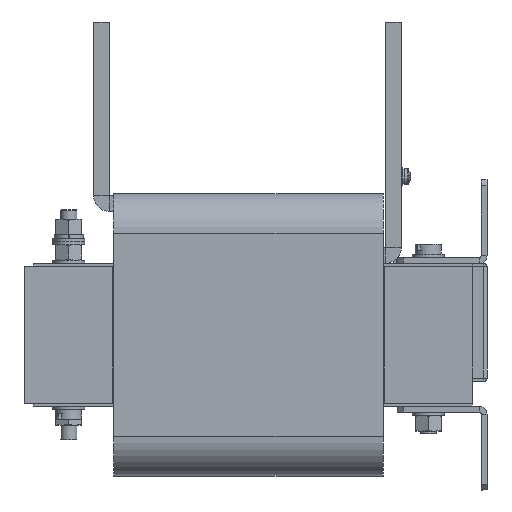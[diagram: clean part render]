
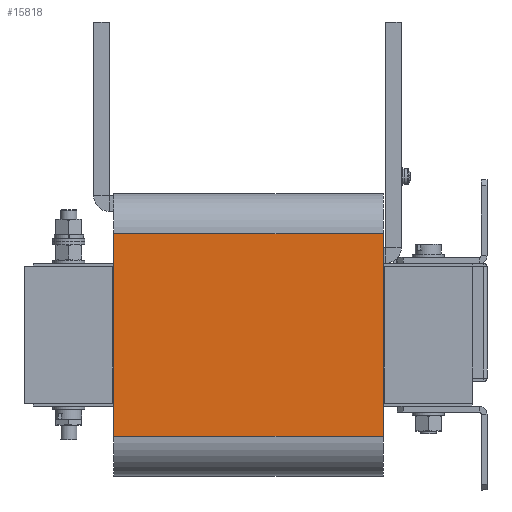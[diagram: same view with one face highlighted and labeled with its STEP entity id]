
A CAD part, left-side view. The second image highlights one B-rep face of the part: STEP entity #15818.
In plain terms, the highlighted planar face has unit normal (-1, 0, 0).
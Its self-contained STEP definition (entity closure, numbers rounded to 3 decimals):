
#980 = DIRECTION ( 'NONE',  ( 0., 0., 1. ) ) ;
#1258 = DIRECTION ( 'NONE',  ( 1., 0., 0. ) ) ;
#1734 = LINE ( 'NONE', #20135, #16338 ) ;
#1925 = VERTEX_POINT ( 'NONE', #10891 ) ;
#1952 = VERTEX_POINT ( 'NONE', #13454 ) ;
#2763 = CARTESIAN_POINT ( 'NONE',  ( -43., 135.2, 50.75 ) ) ;
#4019 = ORIENTED_EDGE ( 'NONE', *, *, #20494, .T. ) ;
#4307 = ORIENTED_EDGE ( 'NONE', *, *, #6377, .F. ) ;
#5201 = CARTESIAN_POINT ( 'NONE',  ( -43., 135.2, 70.75 ) ) ;
#5472 = DIRECTION ( 'NONE',  ( 0., -1., 0. ) ) ;
#5924 = CARTESIAN_POINT ( 'NONE',  ( -43., 135.2, 50.75 ) ) ;
#6377 = EDGE_CURVE ( 'NONE', #1925, #16262, #17512, .T. ) ;
#6513 = VERTEX_POINT ( 'NONE', #16128 ) ;
#7008 = LINE ( 'NONE', #22282, #7149 ) ;
#7149 = VECTOR ( 'NONE', #11933, 1000. ) ;
#8188 = EDGE_CURVE ( 'NONE', #1952, #16262, #16841, .T. ) ;
#8996 = CARTESIAN_POINT ( 'NONE',  ( -43., 135.2, 70.75 ) ) ;
#10891 = CARTESIAN_POINT ( 'NONE',  ( -43., 135.2, -50.75 ) ) ;
#10924 = VECTOR ( 'NONE', #980, 1000. ) ;
#11933 = DIRECTION ( 'NONE',  ( 0., 0., 1. ) ) ;
#13213 = AXIS2_PLACEMENT_3D ( 'NONE', #5201, #1258, #15761 ) ;
#13454 = CARTESIAN_POINT ( 'NONE',  ( -43., 0., 50.75 ) ) ;
#13673 = PLANE ( 'NONE',  #13213 ) ;
#15761 = DIRECTION ( 'NONE',  ( 0., 0., -1. ) ) ;
#15818 = ADVANCED_FACE ( 'NONE', ( #23479 ), #13673, .F. ) ;
#15843 = ORIENTED_EDGE ( 'NONE', *, *, #16020, .T. ) ;
#16020 = EDGE_CURVE ( 'NONE', #6513, #1952, #7008, .T. ) ;
#16128 = CARTESIAN_POINT ( 'NONE',  ( -43., 0., -50.75 ) ) ;
#16262 = VERTEX_POINT ( 'NONE', #2763 ) ;
#16338 = VECTOR ( 'NONE', #5472, 1000. ) ;
#16801 = VECTOR ( 'NONE', #20514, 1000. ) ;
#16841 = LINE ( 'NONE', #5924, #16801 ) ;
#17512 = LINE ( 'NONE', #8996, #10924 ) ;
#20135 = CARTESIAN_POINT ( 'NONE',  ( -43., 135.2, -50.75 ) ) ;
#20494 = EDGE_CURVE ( 'NONE', #1925, #6513, #1734, .T. ) ;
#20514 = DIRECTION ( 'NONE',  ( 0., 1., 0. ) ) ;
#22282 = CARTESIAN_POINT ( 'NONE',  ( -43., 0., 70.75 ) ) ;
#23422 = ORIENTED_EDGE ( 'NONE', *, *, #8188, .T. ) ;
#23479 = FACE_OUTER_BOUND ( 'NONE', #26359, .T. ) ;
#26359 = EDGE_LOOP ( 'NONE', ( #4307, #4019, #15843, #23422 ) ) ;
